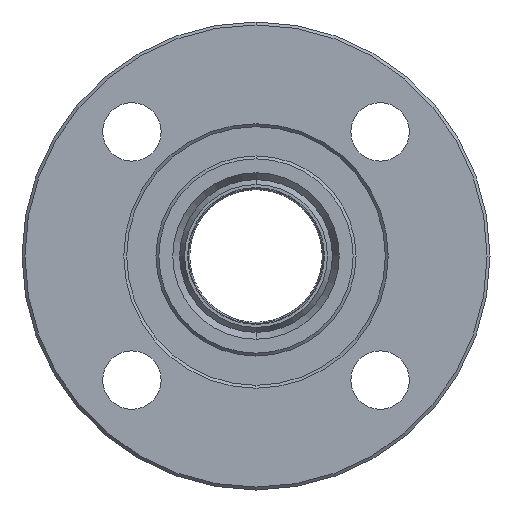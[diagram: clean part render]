
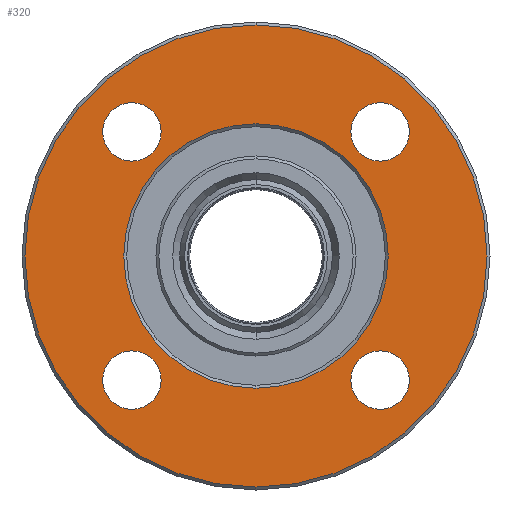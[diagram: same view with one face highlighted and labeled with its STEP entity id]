
A CAD part, left-side view. The second image highlights one B-rep face of the part: STEP entity #320.
In plain terms, the highlighted planar face has unit normal (-1, 0, 0).
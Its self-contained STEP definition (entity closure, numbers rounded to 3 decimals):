
#320=ADVANCED_FACE('',(#2149,#2150,#2151,#2152,#2153,#2154),#2148,.F.);
#2148=PLANE('',#5942);
#2149=FACE_OUTER_BOUND('',#5943,.T.);
#2150=FACE_BOUND('',#5944,.T.);
#2151=FACE_BOUND('',#5945,.T.);
#2152=FACE_BOUND('',#5946,.T.);
#2153=FACE_BOUND('',#5947,.T.);
#2154=FACE_BOUND('',#5948,.T.);
#5939=CARTESIAN_POINT('',(-30.,-78.416,49.5));
#5940=DIRECTION('',(1.,0.,0.));
#5941=DIRECTION('',(0.,0.,-1.));
#5942=AXIS2_PLACEMENT_3D('',#5939,#5940,#5941);
#5943=EDGE_LOOP('',(#7153,#7154));
#5944=EDGE_LOOP('',(#7155,#7156));
#5945=EDGE_LOOP('',(#7157,#7158));
#5946=EDGE_LOOP('',(#7159,#7160));
#5947=EDGE_LOOP('',(#7161,#7162));
#5948=EDGE_LOOP('',(#7163,#7164));
#7153=ORIENTED_EDGE('',*,*,#7773,.T.);
#7154=ORIENTED_EDGE('',*,*,#7774,.T.);
#7155=ORIENTED_EDGE('',*,*,#7775,.F.);
#7156=ORIENTED_EDGE('',*,*,#7776,.F.);
#7157=ORIENTED_EDGE('',*,*,#7777,.F.);
#7158=ORIENTED_EDGE('',*,*,#7778,.F.);
#7159=ORIENTED_EDGE('',*,*,#7779,.F.);
#7160=ORIENTED_EDGE('',*,*,#7780,.F.);
#7161=ORIENTED_EDGE('',*,*,#7781,.F.);
#7162=ORIENTED_EDGE('',*,*,#7782,.F.);
#7163=ORIENTED_EDGE('',*,*,#7783,.F.);
#7164=ORIENTED_EDGE('',*,*,#7784,.F.);
#7773=EDGE_CURVE('',#10273,#10274,#10275,.T.);
#7774=EDGE_CURVE('',#10274,#10273,#10281,.T.);
#7775=EDGE_CURVE('',#10287,#10288,#10289,.T.);
#7776=EDGE_CURVE('',#10288,#10287,#10295,.T.);
#7777=EDGE_CURVE('',#10301,#10302,#10303,.T.);
#7778=EDGE_CURVE('',#10302,#10301,#10309,.T.);
#7779=EDGE_CURVE('',#10315,#10316,#10317,.T.);
#7780=EDGE_CURVE('',#10316,#10315,#10323,.T.);
#7781=EDGE_CURVE('',#10329,#10330,#10331,.T.);
#7782=EDGE_CURVE('',#10330,#10329,#10337,.T.);
#7783=EDGE_CURVE('',#10343,#10344,#10345,.T.);
#7784=EDGE_CURVE('',#10344,#10343,#10351,.T.);
#10273=VERTEX_POINT('',#12829);
#10274=VERTEX_POINT('',#12830);
#10275=CIRCLE('',#12834,39.5);
#10281=CIRCLE('',#12838,39.5);
#10287=VERTEX_POINT('',#12839);
#10288=VERTEX_POINT('',#12840);
#10289=CIRCLE('',#12844,5.);
#10295=CIRCLE('',#12848,5.);
#10301=VERTEX_POINT('',#12849);
#10302=VERTEX_POINT('',#12850);
#10303=CIRCLE('',#12854,5.);
#10309=CIRCLE('',#12858,5.);
#10315=VERTEX_POINT('',#12859);
#10316=VERTEX_POINT('',#12860);
#10317=CIRCLE('',#12864,5.);
#10323=CIRCLE('',#12868,5.);
#10329=VERTEX_POINT('',#12869);
#10330=VERTEX_POINT('',#12870);
#10331=CIRCLE('',#12874,22.6);
#10337=CIRCLE('',#12878,22.6);
#10343=VERTEX_POINT('',#12879);
#10344=VERTEX_POINT('',#12880);
#10345=CIRCLE('',#12884,5.);
#10351=CIRCLE('',#12888,5.);
#12829=CARTESIAN_POINT('',(-30.,0.,39.5));
#12830=CARTESIAN_POINT('',(-30.,0.,-39.5));
#12831=CARTESIAN_POINT('',(-30.,0.,0.));
#12832=DIRECTION('',(-1.,0.,0.));
#12833=DIRECTION('',(0.,0.,1.));
#12834=AXIS2_PLACEMENT_3D('',#12831,#12832,#12833);
#12835=CARTESIAN_POINT('',(-30.,0.,0.));
#12836=DIRECTION('',(-1.,0.,0.));
#12837=DIRECTION('',(0.,0.,1.));
#12838=AXIS2_PLACEMENT_3D('',#12835,#12836,#12837);
#12839=CARTESIAN_POINT('',(-30.,21.213,26.213));
#12840=CARTESIAN_POINT('',(-30.,21.213,16.213));
#12841=CARTESIAN_POINT('',(-30.,21.213,21.213));
#12842=DIRECTION('',(-1.,0.,0.));
#12843=DIRECTION('',(0.,0.,-1.));
#12844=AXIS2_PLACEMENT_3D('',#12841,#12842,#12843);
#12845=CARTESIAN_POINT('',(-30.,21.213,21.213));
#12846=DIRECTION('',(-1.,0.,0.));
#12847=DIRECTION('',(0.,0.,-1.));
#12848=AXIS2_PLACEMENT_3D('',#12845,#12846,#12847);
#12849=CARTESIAN_POINT('',(-30.,21.213,-16.213));
#12850=CARTESIAN_POINT('',(-30.,21.213,-26.213));
#12851=CARTESIAN_POINT('',(-30.,21.213,-21.213));
#12852=DIRECTION('',(-1.,0.,0.));
#12853=DIRECTION('',(0.,0.,-1.));
#12854=AXIS2_PLACEMENT_3D('',#12851,#12852,#12853);
#12855=CARTESIAN_POINT('',(-30.,21.213,-21.213));
#12856=DIRECTION('',(-1.,0.,0.));
#12857=DIRECTION('',(0.,0.,-1.));
#12858=AXIS2_PLACEMENT_3D('',#12855,#12856,#12857);
#12859=CARTESIAN_POINT('',(-30.,-21.213,-16.213));
#12860=CARTESIAN_POINT('',(-30.,-21.213,-26.213));
#12861=CARTESIAN_POINT('',(-30.,-21.213,-21.213));
#12862=DIRECTION('',(-1.,0.,0.));
#12863=DIRECTION('',(0.,0.,-1.));
#12864=AXIS2_PLACEMENT_3D('',#12861,#12862,#12863);
#12865=CARTESIAN_POINT('',(-30.,-21.213,-21.213));
#12866=DIRECTION('',(-1.,0.,0.));
#12867=DIRECTION('',(0.,0.,-1.));
#12868=AXIS2_PLACEMENT_3D('',#12865,#12866,#12867);
#12869=CARTESIAN_POINT('',(-30.,0.,-22.6));
#12870=CARTESIAN_POINT('',(-30.,0.,22.6));
#12871=CARTESIAN_POINT('',(-30.,0.,0.));
#12872=DIRECTION('',(-1.,0.,0.));
#12873=DIRECTION('',(0.,0.,1.));
#12874=AXIS2_PLACEMENT_3D('',#12871,#12872,#12873);
#12875=CARTESIAN_POINT('',(-30.,0.,0.));
#12876=DIRECTION('',(-1.,0.,0.));
#12877=DIRECTION('',(0.,0.,1.));
#12878=AXIS2_PLACEMENT_3D('',#12875,#12876,#12877);
#12879=CARTESIAN_POINT('',(-30.,-21.213,26.213));
#12880=CARTESIAN_POINT('',(-30.,-21.213,16.213));
#12881=CARTESIAN_POINT('',(-30.,-21.213,21.213));
#12882=DIRECTION('',(-1.,0.,0.));
#12883=DIRECTION('',(0.,0.,-1.));
#12884=AXIS2_PLACEMENT_3D('',#12881,#12882,#12883);
#12885=CARTESIAN_POINT('',(-30.,-21.213,21.213));
#12886=DIRECTION('',(-1.,0.,0.));
#12887=DIRECTION('',(0.,0.,-1.));
#12888=AXIS2_PLACEMENT_3D('',#12885,#12886,#12887);
